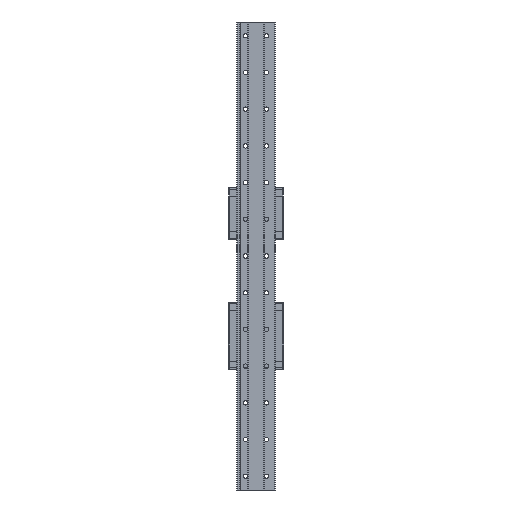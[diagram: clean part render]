
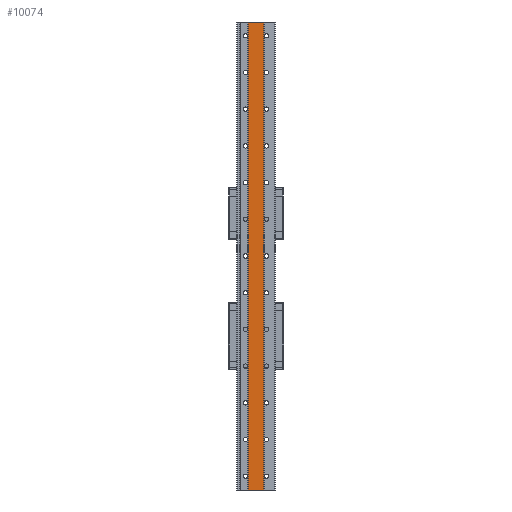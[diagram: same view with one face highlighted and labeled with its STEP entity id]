
A CAD part, front view. The second image highlights one B-rep face of the part: STEP entity #10074.
In plain terms, the highlighted planar face has unit normal (0, -1, 0).
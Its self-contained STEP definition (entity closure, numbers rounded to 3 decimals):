
#126 = EDGE_CURVE ( 'NONE', #2617, #11572, #7566, .T. ) ;
#212 = DIRECTION ( 'NONE',  ( 0., 1., 0. ) ) ;
#598 = EDGE_LOOP ( 'NONE', ( #9955, #4594, #12999, #4934 ) ) ;
#1045 = LINE ( 'NONE', #6776, #11411 ) ;
#1147 = CARTESIAN_POINT ( 'NONE',  ( 485.968, 28.238, 0. ) ) ;
#1575 = DIRECTION ( 'NONE',  ( 1., 0., 0. ) ) ;
#1791 = VERTEX_POINT ( 'NONE', #1147 ) ;
#2581 = CARTESIAN_POINT ( 'NONE',  ( 469.368, 28.238, 510. ) ) ;
#2617 = VERTEX_POINT ( 'NONE', #8820 ) ;
#2781 = DIRECTION ( 'NONE',  ( 1., 0., 0. ) ) ;
#3237 = LINE ( 'NONE', #5462, #8883 ) ;
#4260 = EDGE_CURVE ( 'NONE', #10547, #1791, #3237, .T. ) ;
#4328 = EDGE_CURVE ( 'NONE', #2617, #10547, #4933, .T. ) ;
#4404 = CARTESIAN_POINT ( 'NONE',  ( 469.368, 28.238, 0. ) ) ;
#4594 = ORIENTED_EDGE ( 'NONE', *, *, #4260, .F. ) ;
#4636 = VECTOR ( 'NONE', #1575, 1000. ) ;
#4933 = LINE ( 'NONE', #2581, #4636 ) ;
#4934 = ORIENTED_EDGE ( 'NONE', *, *, #126, .T. ) ;
#5227 = PLANE ( 'NONE',  #5970 ) ;
#5462 = CARTESIAN_POINT ( 'NONE',  ( 485.968, 28.238, 510. ) ) ;
#5970 = AXIS2_PLACEMENT_3D ( 'NONE', #12253, #212, #7262 ) ;
#6071 = FACE_OUTER_BOUND ( 'NONE', #598, .T. ) ;
#6776 = CARTESIAN_POINT ( 'NONE',  ( 469.368, 28.238, 0. ) ) ;
#7262 = DIRECTION ( 'NONE',  ( 0., 0., 1. ) ) ;
#7362 = EDGE_CURVE ( 'NONE', #11572, #1791, #1045, .T. ) ;
#7566 = LINE ( 'NONE', #8627, #7714 ) ;
#7714 = VECTOR ( 'NONE', #7869, 1000. ) ;
#7869 = DIRECTION ( 'NONE',  ( 0., 0., -1. ) ) ;
#8457 = DIRECTION ( 'NONE',  ( 0., 0., -1. ) ) ;
#8627 = CARTESIAN_POINT ( 'NONE',  ( 469.368, 28.238, 510. ) ) ;
#8724 = CARTESIAN_POINT ( 'NONE',  ( 485.968, 28.238, 510. ) ) ;
#8820 = CARTESIAN_POINT ( 'NONE',  ( 469.368, 28.238, 510. ) ) ;
#8883 = VECTOR ( 'NONE', #8457, 1000. ) ;
#9955 = ORIENTED_EDGE ( 'NONE', *, *, #7362, .T. ) ;
#10074 = ADVANCED_FACE ( 'NONE', ( #6071 ), #5227, .F. ) ;
#10547 = VERTEX_POINT ( 'NONE', #8724 ) ;
#11411 = VECTOR ( 'NONE', #2781, 1000. ) ;
#11572 = VERTEX_POINT ( 'NONE', #4404 ) ;
#12253 = CARTESIAN_POINT ( 'NONE',  ( 469.368, 28.238, 510. ) ) ;
#12999 = ORIENTED_EDGE ( 'NONE', *, *, #4328, .F. ) ;
